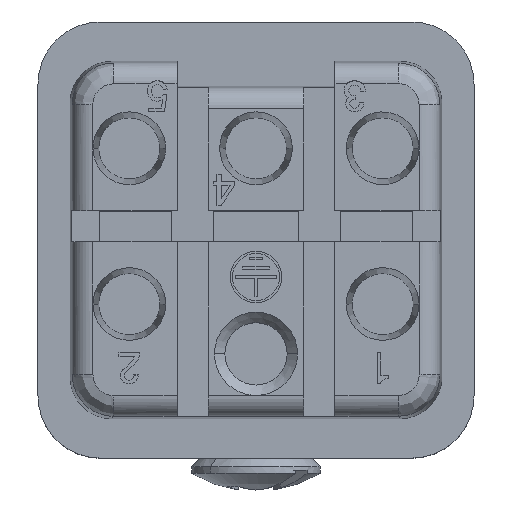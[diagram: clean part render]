
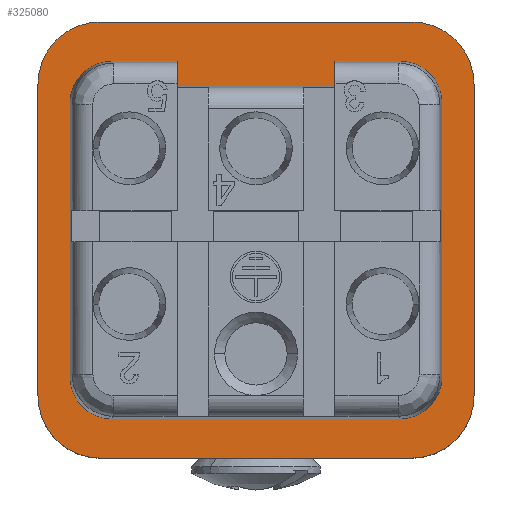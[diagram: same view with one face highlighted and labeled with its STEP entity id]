
A CAD part, top view. The second image highlights one B-rep face of the part: STEP entity #325080.
In plain terms, the highlighted planar face has unit normal (0, 0, 1).
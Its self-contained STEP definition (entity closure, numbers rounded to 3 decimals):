
#2920=CARTESIAN_POINT('',(54.506,41.248,1.3));
#2930=VERTEX_POINT('',#2920);
#2960=CARTESIAN_POINT('',(54.506,0.05,1.3));
#2970=DIRECTION('',(0.,-1.,0.));
#2980=VECTOR('',#2970,1.);
#2990=LINE('',#2960,#2980);
#3000=CARTESIAN_POINT('',(54.506,42.448,1.3));
#3010=VERTEX_POINT('',#3000);
#3020=EDGE_CURVE('',#3010,#2930,#2990,.T.);
#304800=CARTESIAN_POINT('',(40.206,57.348,1.3));
#304810=VERTEX_POINT('',#304800);
#304840=CARTESIAN_POINT('',(40.206,0.,1.3));
#304850=DIRECTION('',(0.,1.,0.));
#304860=VECTOR('',#304850,1.);
#304870=LINE('',#304840,#304860);
#304880=CARTESIAN_POINT('',(40.206,42.348,1.3));
#304890=VERTEX_POINT('',#304880);
#304900=EDGE_CURVE('',#304890,#304810,#304870,.T.);
#305490=CARTESIAN_POINT('',(61.206,42.348,1.3));
#305500=VERTEX_POINT('',#305490);
#305550=CARTESIAN_POINT('',(61.206,0.,1.3));
#305560=DIRECTION('',(0.,-1.,0.));
#305570=VECTOR('',#305560,1.);
#305580=LINE('',#305550,#305570);
#305590=CARTESIAN_POINT('',(61.206,57.348,1.3));
#305600=VERTEX_POINT('',#305590);
#305610=EDGE_CURVE('',#305600,#305500,#305580,.T.);
#307270=CARTESIAN_POINT('',(43.206,57.348,1.3));
#307280=DIRECTION('',(0.,0.,-1.));
#307290=DIRECTION('',(-1.,0.,0.));
#307300=AXIS2_PLACEMENT_3D('',#307270,#307280,#307290);
#307310=CIRCLE('',#307300,3.);
#307320=CARTESIAN_POINT('',(43.206,60.348,1.3));
#307330=VERTEX_POINT('',#307320);
#307340=EDGE_CURVE('',#304810,#307330,#307310,.T.);
#307600=CARTESIAN_POINT('',(58.206,42.348,1.3));
#307610=DIRECTION('',(0.,0.,-1.));
#307620=DIRECTION('',(-1.,0.,0.));
#307630=AXIS2_PLACEMENT_3D('',#307600,#307610,#307620);
#307640=CIRCLE('',#307630,3.);
#307650=CARTESIAN_POINT('',(58.206,39.348,1.3));
#307660=VERTEX_POINT('',#307650);
#307670=EDGE_CURVE('',#305500,#307660,#307640,.T.);
#308850=CARTESIAN_POINT('',(43.206,39.348,1.3));
#308860=VERTEX_POINT('',#308850);
#308970=CARTESIAN_POINT('',(43.206,42.348,1.3));
#308980=DIRECTION('',(0.,0.,-1.));
#308990=DIRECTION('',(-1.,0.,0.));
#309000=AXIS2_PLACEMENT_3D('',#308970,#308980,#308990);
#309010=CIRCLE('',#309000,3.);
#309020=EDGE_CURVE('',#308860,#304890,#309010,.T.);
#309180=CARTESIAN_POINT('',(58.206,60.348,1.3));
#309190=VERTEX_POINT('',#309180);
#309300=CARTESIAN_POINT('',(58.206,57.348,1.3));
#309310=DIRECTION('',(0.,0.,-1.));
#309320=DIRECTION('',(-1.,0.,0.));
#309330=AXIS2_PLACEMENT_3D('',#309300,#309310,#309320);
#309340=CIRCLE('',#309330,3.);
#309350=EDGE_CURVE('',#309190,#305600,#309340,.T.);
#312420=CARTESIAN_POINT('',(57.657,58.448,1.3));
#312430=VERTEX_POINT('',#312420);
#312460=CARTESIAN_POINT('',(57.656,56.448,1.3));
#312470=DIRECTION('',(0.,0.,1.));
#312480=DIRECTION('',(0.707,0.707,0.));
#312490=AXIS2_PLACEMENT_3D('',#312460,#312470,#312480);
#312500=ELLIPSE('',#312490,2.,2.);
#312510=CARTESIAN_POINT('',(59.656,56.448,1.3));
#312520=VERTEX_POINT('',#312510);
#312530=EDGE_CURVE('',#312520,#312430,#312500,.T.);
#313220=CARTESIAN_POINT('',(57.657,41.248,1.3));
#313230=VERTEX_POINT('',#313220);
#313260=CARTESIAN_POINT('',(0.,41.248,1.3));
#313270=DIRECTION('',(1.,0.,0.));
#313280=VECTOR('',#313270,1.);
#313290=LINE('',#313260,#313280);
#313300=EDGE_CURVE('',#2930,#313230,#313290,.T.);
#314350=CARTESIAN_POINT('',(59.656,43.248,1.3));
#314360=VERTEX_POINT('',#314350);
#314390=CARTESIAN_POINT('',(57.656,43.248,1.3));
#314400=DIRECTION('',(0.,0.,1.));
#314410=DIRECTION('',(0.707,-0.707,0.));
#314420=AXIS2_PLACEMENT_3D('',#314390,#314400,#314410);
#314430=ELLIPSE('',#314420,2.,2.);
#314440=EDGE_CURVE('',#313230,#314360,#314430,.T.);
#314790=CARTESIAN_POINT('',(0.,42.448,1.3));
#314800=DIRECTION('',(1.,0.,0.));
#314810=VECTOR('',#314800,1.);
#314820=LINE('',#314790,#314810);
#314830=CARTESIAN_POINT('',(46.906,42.448,1.3));
#314840=VERTEX_POINT('',#314830);
#314850=EDGE_CURVE('',#314840,#3010,#314820,.T.);
#315050=CARTESIAN_POINT('',(41.756,43.248,1.3));
#315060=VERTEX_POINT('',#315050);
#315090=CARTESIAN_POINT('',(41.756,0.05,1.3));
#315100=DIRECTION('',(0.,-1.,0.));
#315110=VECTOR('',#315100,1.);
#315120=LINE('',#315090,#315110);
#315130=CARTESIAN_POINT('',(41.756,56.448,1.3));
#315140=VERTEX_POINT('',#315130);
#315150=EDGE_CURVE('',#315140,#315060,#315120,.T.);
#316150=CARTESIAN_POINT('',(46.906,41.248,1.3));
#316160=VERTEX_POINT('',#316150);
#316190=CARTESIAN_POINT('',(0.,41.248,1.3));
#316200=DIRECTION('',(1.,0.,0.));
#316210=VECTOR('',#316200,1.);
#316220=LINE('',#316190,#316210);
#316230=CARTESIAN_POINT('',(43.756,41.248,1.3));
#316240=VERTEX_POINT('',#316230);
#316250=EDGE_CURVE('',#316240,#316160,#316220,.T.);
#316540=CARTESIAN_POINT('',(43.756,58.448,1.3));
#316550=VERTEX_POINT('',#316540);
#316580=CARTESIAN_POINT('',(0.,58.448,1.3));
#316590=DIRECTION('',(-1.,0.,0.));
#316600=VECTOR('',#316590,1.);
#316610=LINE('',#316580,#316600);
#316620=EDGE_CURVE('',#312430,#316550,#316610,.T.);
#317730=CARTESIAN_POINT('',(0.,60.348,1.3));
#317740=DIRECTION('',(1.,0.,0.));
#317750=VECTOR('',#317740,1.);
#317760=LINE('',#317730,#317750);
#317770=EDGE_CURVE('',#307330,#309190,#317760,.T.);
#320920=CARTESIAN_POINT('',(43.757,43.248,1.3));
#320930=DIRECTION('',(0.,0.,1.));
#320940=DIRECTION('',(0.707,0.707,0.));
#320950=AXIS2_PLACEMENT_3D('',#320920,#320930,#320940);
#320960=ELLIPSE('',#320950,2.,2.);
#320970=EDGE_CURVE('',#315060,#316240,#320960,.T.);
#321950=CARTESIAN_POINT('',(43.757,56.448,1.3));
#321960=DIRECTION('',(0.,0.,1.));
#321970=DIRECTION('',(0.707,-0.707,0.));
#321980=AXIS2_PLACEMENT_3D('',#321950,#321960,#321970);
#321990=ELLIPSE('',#321980,2.,2.);
#322000=EDGE_CURVE('',#316550,#315140,#321990,.T.);
#322790=CARTESIAN_POINT('',(0.,39.348,1.3));
#322800=DIRECTION('',(-1.,0.,0.));
#322810=VECTOR('',#322800,1.);
#322820=LINE('',#322790,#322810);
#322830=EDGE_CURVE('',#307660,#308860,#322820,.T.);
#324690=CARTESIAN_POINT('',(56.011,57.709,1.3));
#324700=DIRECTION('',(0.,0.,1.));
#324710=DIRECTION('',(1.,0.,0.));
#324720=AXIS2_PLACEMENT_3D('',#324690,#324700,#324710);
#324730=PLANE('',#324720);
#324740=ORIENTED_EDGE('',*,*,#322000,.F.);
#324750=ORIENTED_EDGE('',*,*,#315150,.F.);
#324760=ORIENTED_EDGE('',*,*,#320970,.F.);
#324770=ORIENTED_EDGE('',*,*,#316250,.F.);
#324780=CARTESIAN_POINT('',(46.906,0.05,1.3));
#324790=DIRECTION('',(0.,1.,0.));
#324800=VECTOR('',#324790,1.);
#324810=LINE('',#324780,#324800);
#324820=EDGE_CURVE('',#316160,#314840,#324810,.T.);
#324830=ORIENTED_EDGE('',*,*,#324820,.F.);
#324840=ORIENTED_EDGE('',*,*,#314850,.F.);
#324850=ORIENTED_EDGE('',*,*,#3020,.F.);
#324860=ORIENTED_EDGE('',*,*,#313300,.F.);
#324870=ORIENTED_EDGE('',*,*,#314440,.F.);
#324880=CARTESIAN_POINT('',(59.656,0.05,1.3));
#324890=DIRECTION('',(0.,1.,0.));
#324900=VECTOR('',#324890,1.);
#324910=LINE('',#324880,#324900);
#324920=EDGE_CURVE('',#314360,#312520,#324910,.T.);
#324930=ORIENTED_EDGE('',*,*,#324920,.F.);
#324940=ORIENTED_EDGE('',*,*,#312530,.F.);
#324950=ORIENTED_EDGE('',*,*,#316620,.F.);
#324960=EDGE_LOOP('',(#324950,#324940,#324930,#324870,#324860,#324850,
#324840,#324830,#324770,#324760,#324750,#324740));
#324970=FACE_BOUND('',#324960,.T.);
#324980=ORIENTED_EDGE('',*,*,#309350,.F.);
#324990=ORIENTED_EDGE('',*,*,#305610,.F.);
#325000=ORIENTED_EDGE('',*,*,#307670,.F.);
#325010=ORIENTED_EDGE('',*,*,#322830,.F.);
#325020=ORIENTED_EDGE('',*,*,#309020,.F.);
#325030=ORIENTED_EDGE('',*,*,#304900,.F.);
#325040=ORIENTED_EDGE('',*,*,#307340,.F.);
#325050=ORIENTED_EDGE('',*,*,#317770,.F.);
#325060=EDGE_LOOP('',(#325050,#325040,#325030,#325020,#325010,#325000,
#324990,#324980));
#325070=FACE_OUTER_BOUND('',#325060,.T.);
#325080=ADVANCED_FACE('',(#324970,#325070),#324730,.T.);
